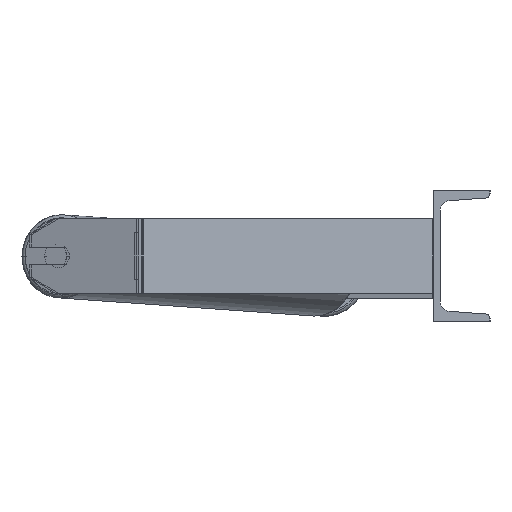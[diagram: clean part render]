
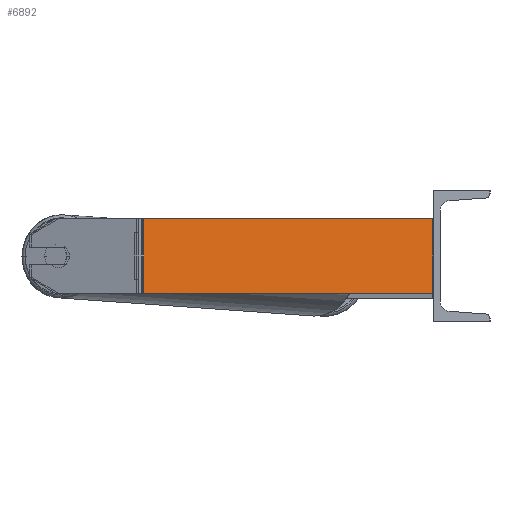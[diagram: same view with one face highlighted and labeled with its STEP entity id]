
A CAD part, left-side view. The second image highlights one B-rep face of the part: STEP entity #6892.
In plain terms, the highlighted planar face has unit normal (-0.985, -0.174, 0).
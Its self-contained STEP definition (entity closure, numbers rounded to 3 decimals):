
#197 = DIRECTION ( 'NONE',  ( 0., 0., -1. ) ) ;
#238 = ORIENTED_EDGE ( 'NONE', *, *, #953, .T. ) ;
#298 = ORIENTED_EDGE ( 'NONE', *, *, #8843, .T. ) ;
#865 = DIRECTION ( 'NONE',  ( 0.174, -0.985, 0. ) ) ;
#953 = EDGE_CURVE ( 'NONE', #3339, #2697, #1768, .T. ) ;
#1002 = ORIENTED_EDGE ( 'NONE', *, *, #6179, .F. ) ;
#1040 = LINE ( 'NONE', #3692, #2134 ) ;
#1422 = ORIENTED_EDGE ( 'NONE', *, *, #5576, .F. ) ;
#1655 = CARTESIAN_POINT ( 'NONE',  ( -1240.318, 313.724, 40. ) ) ;
#1768 = LINE ( 'NONE', #5202, #4632 ) ;
#1866 = CARTESIAN_POINT ( 'NONE',  ( -1185., 0., -40. ) ) ;
#2134 = VECTOR ( 'NONE', #197, 1000. ) ;
#2697 = VERTEX_POINT ( 'NONE', #1866 ) ;
#2738 = CARTESIAN_POINT ( 'NONE',  ( -1185., 0., 40. ) ) ;
#2844 = VERTEX_POINT ( 'NONE', #3542 ) ;
#2897 = CARTESIAN_POINT ( 'NONE',  ( -1185., 0., 40. ) ) ;
#3339 = VERTEX_POINT ( 'NONE', #3943 ) ;
#3495 = DIRECTION ( 'NONE',  ( 0.985, 0.174, 0. ) ) ;
#3542 = CARTESIAN_POINT ( 'NONE',  ( -1239.574, 309.502, 40. ) ) ;
#3555 = VECTOR ( 'NONE', #4842, 1000. ) ;
#3587 = LINE ( 'NONE', #2897, #3555 ) ;
#3692 = CARTESIAN_POINT ( 'NONE',  ( -1239.574, 309.502, 40. ) ) ;
#3943 = CARTESIAN_POINT ( 'NONE',  ( -1239.574, 309.502, -40. ) ) ;
#4044 = CARTESIAN_POINT ( 'NONE',  ( -1240.318, 313.724, 40. ) ) ;
#4632 = VECTOR ( 'NONE', #7983, 1000. ) ;
#4842 = DIRECTION ( 'NONE',  ( 0., 0., -1. ) ) ;
#5202 = CARTESIAN_POINT ( 'NONE',  ( -1240.318, 313.724, -40. ) ) ;
#5576 = EDGE_CURVE ( 'NONE', #7089, #2697, #3587, .T. ) ;
#5632 = PLANE ( 'NONE',  #8426 ) ;
#6179 = EDGE_CURVE ( 'NONE', #2844, #7089, #7167, .T. ) ;
#6607 = EDGE_LOOP ( 'NONE', ( #238, #1422, #1002, #298 ) ) ;
#6892 = ADVANCED_FACE ( 'NONE', ( #7676 ), #5632, .F. ) ;
#7089 = VERTEX_POINT ( 'NONE', #2738 ) ;
#7167 = LINE ( 'NONE', #1655, #7825 ) ;
#7676 = FACE_OUTER_BOUND ( 'NONE', #6607, .T. ) ;
#7825 = VECTOR ( 'NONE', #865, 1000. ) ;
#7983 = DIRECTION ( 'NONE',  ( 0.174, -0.985, 0. ) ) ;
#8426 = AXIS2_PLACEMENT_3D ( 'NONE', #4044, #3495, #8991 ) ;
#8843 = EDGE_CURVE ( 'NONE', #2844, #3339, #1040, .T. ) ;
#8991 = DIRECTION ( 'NONE',  ( -0.174, 0.985, 0. ) ) ;
